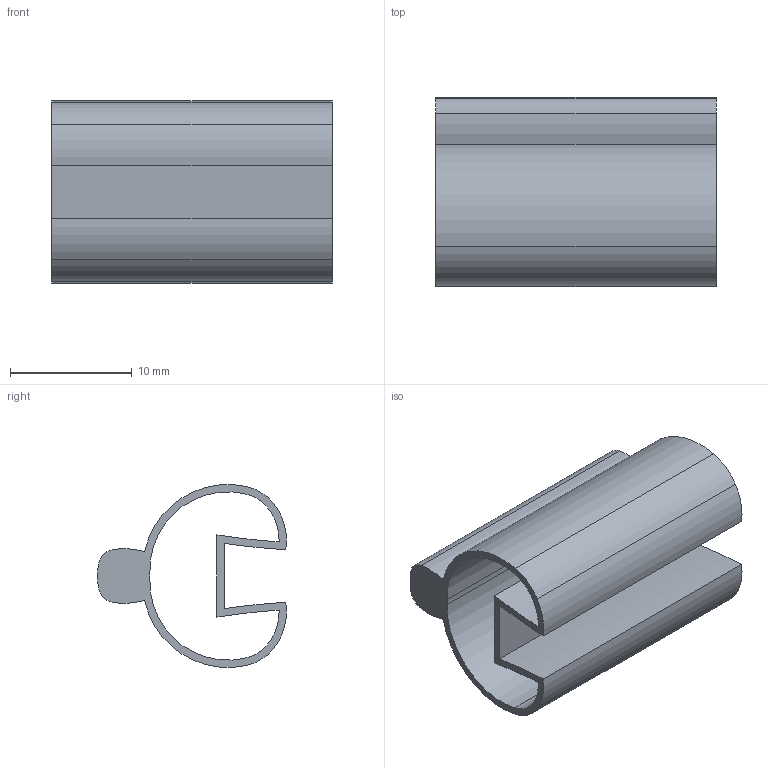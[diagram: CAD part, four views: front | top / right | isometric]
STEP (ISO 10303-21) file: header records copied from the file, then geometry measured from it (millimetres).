
FILE_DESCRIPTION(('SolidDesigner STEP Export'),'2;1');
FILE_NAME('0808024_PATG_5_23-select.stp','2015-07-08T14:25:49',(''),(''),'Creo Elements/Direct Modeling STEP processor for AP214 (Solid Model)','Creo Elements/Direct Modeling 18.1B 29-Sep-2012 (C) Parametric Technology GmbH','');
FILE_SCHEMA(('AUTOMOTIVE_DESIGN { 1 0 10303 214 1 1 1 1 }'));
Length unit declared in the file: millimetre
Products named in the file (2): 0808024_PATG_5_23-select
Assembly tree (1 placements, depth 2):
  0808024_PATG_5_23-select
    0808024_PATG_5_23-select
Bounding box: 23 x 15.49 x 14.97 mm (x, y, z)
Volume: 1085.2 mm3; surface area: 2697.1 mm2
Topology: 1 solids, 1 shells, 26 faces, 72 edges, 48 vertices
Faces by surface type: cylinder 21, plane 5
Entity records: 1115 total; most frequent: DIRECTION 170, CARTESIAN_POINT 148, ORIENTED_EDGE 144, EDGE_CURVE 72, AXIS2_PLACEMENT_3D 70, VERTEX_POINT 48, CIRCLE 42, VECTOR 30
